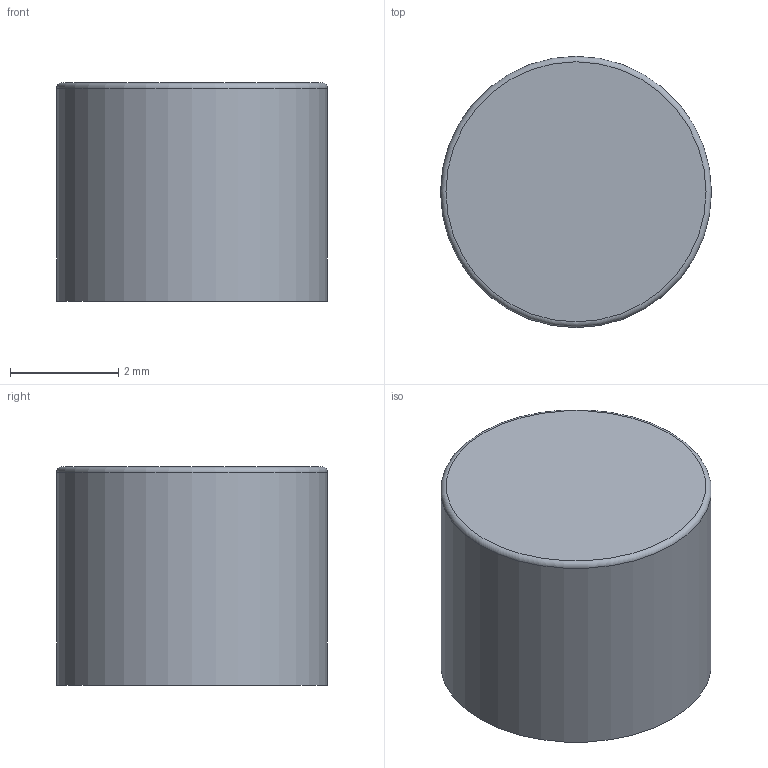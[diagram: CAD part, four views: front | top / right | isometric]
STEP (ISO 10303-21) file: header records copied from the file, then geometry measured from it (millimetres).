
FILE_DESCRIPTION((' '),'2;1');
FILE_NAME('800C1xxxCAP.stp','2017-07-27T09:26:30',(' '),(' '),' ','ACIS',' ');
FILE_SCHEMA(('CONFIG_CONTROL_DESIGN'));
Length unit declared in the file: millimetre
Products named in the file (1): 800C1xxxCAP.stp
Bounding box: 5 x 5 x 4.03 mm (x, y, z)
Volume: 48.8 mm3; surface area: 175 mm2
Topology: 1 solids, 1 shells, 48 faces, 122 edges, 77 vertices
Faces by surface type: plane 30, cylinder 16, torus 1, cone 1
Full cylindrical faces by diameter (mm): 5 x1
Entity records: 1531 total; most frequent: DIRECTION 262, CARTESIAN_POINT 243, ORIENTED_EDGE 236, EDGE_CURVE 118, AXIS2_PLACEMENT_3D 95, VERTEX_POINT 76, VECTOR 72, LINE 72
